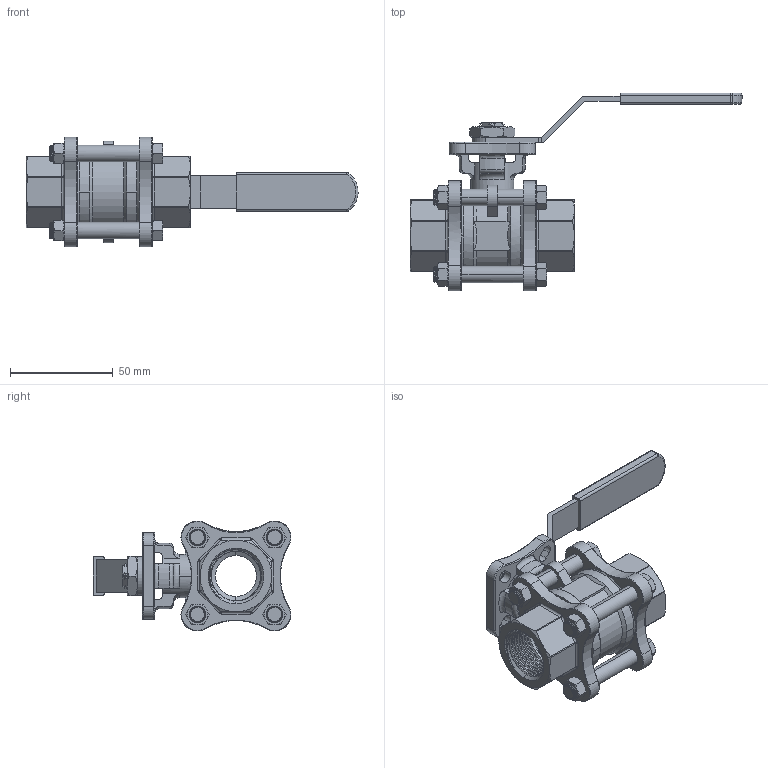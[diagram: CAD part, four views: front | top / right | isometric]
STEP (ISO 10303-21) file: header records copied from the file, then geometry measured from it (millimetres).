
FILE_DESCRIPTION((''),'2;1');
FILE_NAME('2013D-M3-020_ASM','2014-12-22T',('Administrator'),(''),'PRO/ENGINEER BY PARAMETRIC TECHNOLOGY CORPORATION, 2011080','PRO/ENGINEER BY PARAMETRIC TECHNOLOGY CORPORATION, 2011080','');
FILE_SCHEMA(('CONFIG_CONTROL_DESIGN'));
Products named in the file (11): 2013D-M3-020A-BODY; 2013D-M3-BALL-020; 2013D-M3-SETM-020; 2013D-M3-BASHOUPIAN-020; 2013D-M3-HANDLE-020; 2013D-M3-HANDLENUT-020; JIAOTAO; 2013D-M3-020B-CAP1; 020LUOGAN; LUOMU; 2013D-M3-020_ASM
Assembly tree (17 placements, depth 2):
  2013D-M3-020_ASM
    2013D-M3-020A-BODY
    2013D-M3-BALL-020
    2013D-M3-SETM-020
    2013D-M3-BASHOUPIAN-020
    2013D-M3-HANDLE-020
    2013D-M3-HANDLENUT-020
    JIAOTAO
    2013D-M3-020B-CAP1  x2
    020LUOGAN  x4
    LUOMU  x4
Bounding box: 161.53 x 96.23 x 53.47 mm (x, y, z)
Volume: 106370.4 mm3; surface area: 60700.2 mm2
Topology: 20 solids, 20 shells, 1006 faces, 2626 edges, 1664 vertices
Faces by surface type: cylinder 350, plane 213, bspline 192, cone 141, torus 106, sphere 4
Entity records: 42582 total; most frequent: CARTESIAN_POINT 27774, ORIENTED_EDGE 3394, DIRECTION 2547, EDGE_CURVE 1697, VERTEX_POINT 1088, AXIS2_PLACEMENT_3D 1036, B_SPLINE_CURVE_WITH_KNOTS 703, EDGE_LOOP 679
